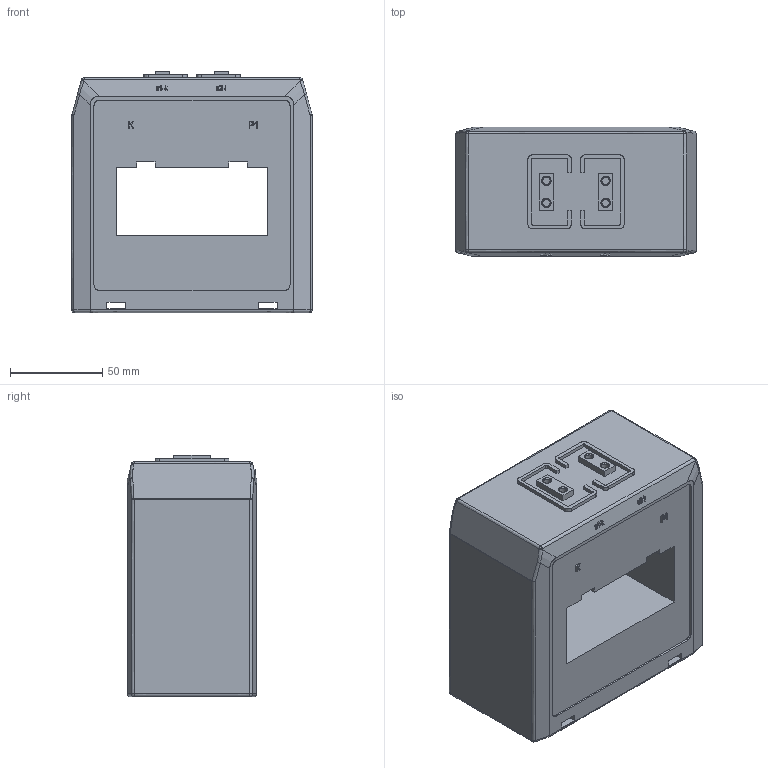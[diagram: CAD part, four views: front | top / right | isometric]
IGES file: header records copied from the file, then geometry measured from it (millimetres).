
Global section: file name: 66HTAT082.igs; native system: Rhinoceros ( Nov 11 2003 ); preprocessor: Trout Lake IGES 012 Nov 11 2003; date: 110601.080523; units: millimetre
Bounding box: 130 x 70 x 130.5 mm (x, y, z)
Surface area: 83958 mm2 (no closed solid volume)
Topology: 0 solids, 0 shells, 256 faces, 5068 edges, 5052 vertices
Faces by surface type: bspline 256
